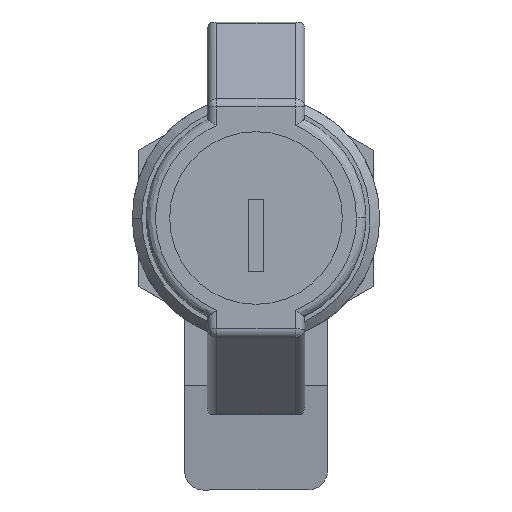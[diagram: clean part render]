
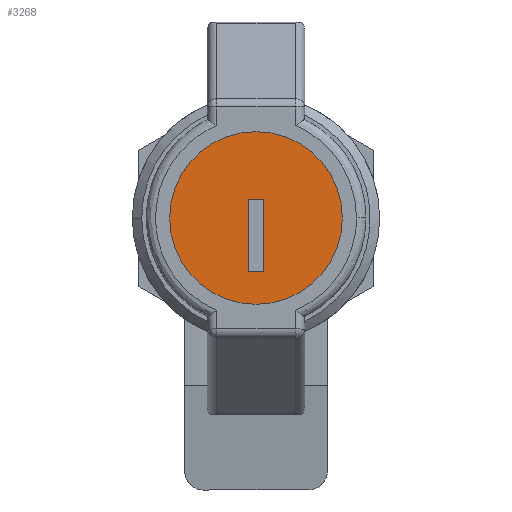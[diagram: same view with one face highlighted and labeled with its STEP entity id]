
A CAD part, top view. The second image highlights one B-rep face of the part: STEP entity #3268.
In plain terms, the highlighted planar face has unit normal (0, 0, 1).
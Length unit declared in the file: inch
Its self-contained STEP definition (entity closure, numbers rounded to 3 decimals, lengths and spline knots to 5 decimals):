
#27 = CARTESIAN_POINT ( 'NONE',  ( 0.025, 0.06, 0.557 ) ) ;
#42 = EDGE_CURVE ( 'NONE', #2309, #2133, #2031, .T. ) ;
#65 = DIRECTION ( 'NONE',  ( 1., 0., 0. ) ) ;
#113 = VECTOR ( 'NONE', #687, 39.37008 ) ;
#131 = CARTESIAN_POINT ( 'NONE',  ( 0.025, 0.06, 0.557 ) ) ;
#145 = ORIENTED_EDGE ( 'NONE', *, *, #2621, .F. ) ;
#184 = CARTESIAN_POINT ( 'NONE',  ( -0.025, 0.06, 0.557 ) ) ;
#207 = VERTEX_POINT ( 'NONE', #1074 ) ;
#220 = EDGE_CURVE ( 'NONE', #3150, #2021, #3904, .T. ) ;
#223 = ORIENTED_EDGE ( 'NONE', *, *, #1738, .T. ) ;
#347 = ORIENTED_EDGE ( 'NONE', *, *, #220, .F. ) ;
#348 = CARTESIAN_POINT ( 'NONE',  ( 0., 0., 0.557 ) ) ;
#386 = CARTESIAN_POINT ( 'NONE',  ( 0.025, 0., 0.557 ) ) ;
#527 = DIRECTION ( 'NONE',  ( -1., 0., 0. ) ) ;
#594 = VECTOR ( 'NONE', #672, 39.37008 ) ;
#672 = DIRECTION ( 'NONE',  ( 1., 0., 0. ) ) ;
#687 = DIRECTION ( 'NONE',  ( 0., -1., 0. ) ) ;
#988 = AXIS2_PLACEMENT_3D ( 'NONE', #2490, #3824, #527 ) ;
#1006 = EDGE_CURVE ( 'NONE', #207, #3650, #3391, .T. ) ;
#1063 = LINE ( 'NONE', #27, #594 ) ;
#1074 = CARTESIAN_POINT ( 'NONE',  ( 0.025, -0.17, 0.557 ) ) ;
#1169 = FACE_BOUND ( 'NONE', #1250, .T. ) ;
#1250 = EDGE_LOOP ( 'NONE', ( #2988, #3141, #1963, #223 ) ) ;
#1465 = AXIS2_PLACEMENT_3D ( 'NONE', #348, #4321, #65 ) ;
#1644 = CARTESIAN_POINT ( 'NONE',  ( -0.025, -0.17, 0.557 ) ) ;
#1716 = CARTESIAN_POINT ( 'NONE',  ( -0.025, -0.17, 0.557 ) ) ;
#1735 = DIRECTION ( 'NONE',  ( 0., 1., 0. ) ) ;
#1738 = EDGE_CURVE ( 'NONE', #207, #2133, #4246, .T. ) ;
#1780 = CIRCLE ( 'NONE', #4217, 0.275 ) ;
#1963 = ORIENTED_EDGE ( 'NONE', *, *, #1006, .F. ) ;
#2021 = VERTEX_POINT ( 'NONE', #3512 ) ;
#2031 = LINE ( 'NONE', #4041, #113 ) ;
#2133 = VERTEX_POINT ( 'NONE', #1716 ) ;
#2309 = VERTEX_POINT ( 'NONE', #184 ) ;
#2490 = CARTESIAN_POINT ( 'NONE',  ( 0., 0., 0.557 ) ) ;
#2518 = EDGE_CURVE ( 'NONE', #2309, #3650, #1063, .T. ) ;
#2585 = DIRECTION ( 'NONE',  ( -1., 0., 0. ) ) ;
#2621 = EDGE_CURVE ( 'NONE', #2021, #3150, #1780, .T. ) ;
#2801 = FACE_OUTER_BOUND ( 'NONE', #3452, .T. ) ;
#2988 = ORIENTED_EDGE ( 'NONE', *, *, #42, .F. ) ;
#3044 = CARTESIAN_POINT ( 'NONE',  ( -0.275, 0., 0.557 ) ) ;
#3064 = DIRECTION ( 'NONE',  ( 1., 0., 0. ) ) ;
#3141 = ORIENTED_EDGE ( 'NONE', *, *, #2518, .T. ) ;
#3150 = VERTEX_POINT ( 'NONE', #3044 ) ;
#3268 = ADVANCED_FACE ( 'NONE', ( #2801, #1169 ), #3892, .F. ) ;
#3366 = CARTESIAN_POINT ( 'NONE',  ( 0., 0., 0.557 ) ) ;
#3391 = LINE ( 'NONE', #386, #3939 ) ;
#3452 = EDGE_LOOP ( 'NONE', ( #145, #347 ) ) ;
#3512 = CARTESIAN_POINT ( 'NONE',  ( 0.275, 0., 0.557 ) ) ;
#3610 = VECTOR ( 'NONE', #2585, 39.37008 ) ;
#3650 = VERTEX_POINT ( 'NONE', #131 ) ;
#3824 = DIRECTION ( 'NONE',  ( 0., 0., -1. ) ) ;
#3892 = PLANE ( 'NONE',  #988 ) ;
#3904 = CIRCLE ( 'NONE', #1465, 0.275 ) ;
#3939 = VECTOR ( 'NONE', #1735, 39.37008 ) ;
#4041 = CARTESIAN_POINT ( 'NONE',  ( -0.025, 0., 0.557 ) ) ;
#4069 = DIRECTION ( 'NONE',  ( 0., 0., -1. ) ) ;
#4217 = AXIS2_PLACEMENT_3D ( 'NONE', #3366, #4069, #3064 ) ;
#4246 = LINE ( 'NONE', #1644, #3610 ) ;
#4321 = DIRECTION ( 'NONE',  ( 0., 0., -1. ) ) ;
